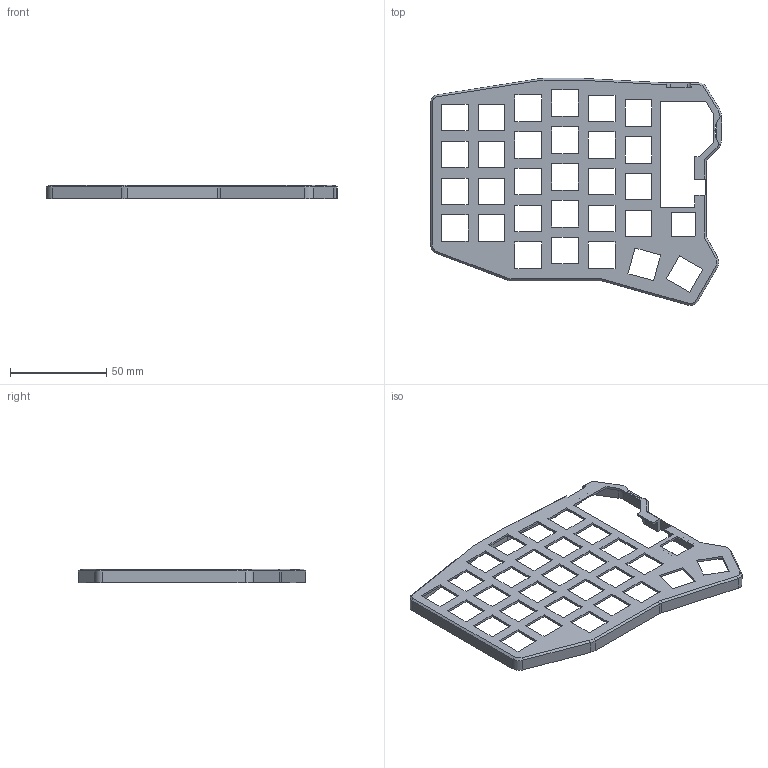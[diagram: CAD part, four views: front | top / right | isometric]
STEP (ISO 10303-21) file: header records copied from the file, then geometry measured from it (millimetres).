
FILE_DESCRIPTION (( 'STEP AP214' ), '1' );
FILE_NAME ('Plate.STEP', '2024-11-25T00:31:13', ( '' ), ( '' ), 'SwSTEP 2.0', 'SolidWorks 2023', '' );
FILE_SCHEMA (( 'AUTOMOTIVE_DESIGN' ));
Length unit declared in the file: millimetre
Products named in the file (1): Plate
Bounding box: 150.93 x 117.77 x 7.2 mm (x, y, z)
Volume: 17124.3 mm3; surface area: 24431.9 mm2
Topology: 1 solids, 1 shells, 302 faces, 870 edges, 571 vertices
Faces by surface type: plane 239, cylinder 52, cone 11
Entity records: 9954 total; most frequent: CARTESIAN_POINT 1807, ORIENTED_EDGE 1740, DIRECTION 1576, EDGE_CURVE 870, VECTOR 728, LINE 728, VERTEX_POINT 571, AXIS2_PLACEMENT_3D 424
